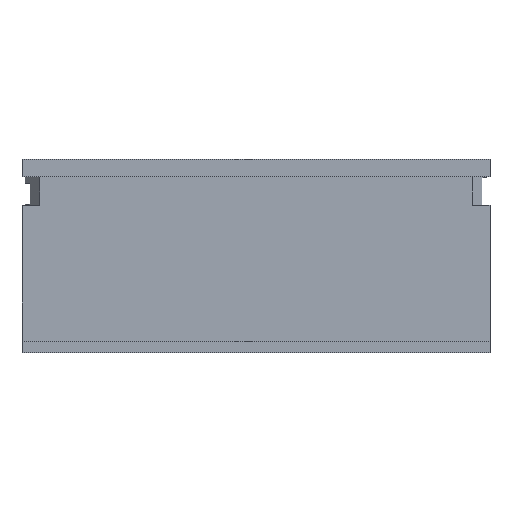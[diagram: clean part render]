
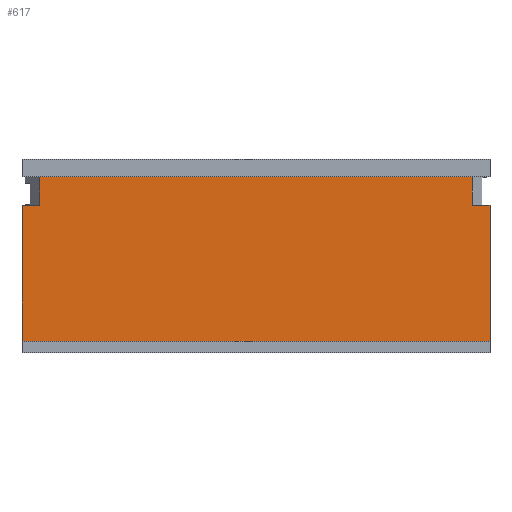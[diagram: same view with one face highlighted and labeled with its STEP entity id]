
A CAD part, front view. The second image highlights one B-rep face of the part: STEP entity #617.
In plain terms, the highlighted planar face has unit normal (0, -1, 0).
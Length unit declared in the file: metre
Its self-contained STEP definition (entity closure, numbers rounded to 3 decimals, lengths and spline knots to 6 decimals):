
#44=ORIENTED_EDGE('',*,*,#214,.T.);
#45=ORIENTED_EDGE('',*,*,#215,.T.);
#46=ORIENTED_EDGE('',*,*,#216,.T.);
#47=ORIENTED_EDGE('',*,*,#217,.F.);
#48=ORIENTED_EDGE('',*,*,#218,.T.);
#49=ORIENTED_EDGE('',*,*,#211,.F.);
#50=ORIENTED_EDGE('',*,*,#219,.F.);
#51=ORIENTED_EDGE('',*,*,#220,.T.);
#211=EDGE_CURVE('',#295,#296,#353,.T.);
#214=EDGE_CURVE('',#298,#299,#356,.T.);
#215=EDGE_CURVE('',#299,#300,#357,.T.);
#216=EDGE_CURVE('',#300,#301,#358,.T.);
#217=EDGE_CURVE('',#302,#301,#359,.T.);
#218=EDGE_CURVE('',#302,#296,#360,.T.);
#219=EDGE_CURVE('',#303,#295,#361,.T.);
#220=EDGE_CURVE('',#303,#298,#362,.T.);
#295=VERTEX_POINT('',#891);
#296=VERTEX_POINT('',#893);
#298=VERTEX_POINT('',#899);
#299=VERTEX_POINT('',#900);
#300=VERTEX_POINT('',#902);
#301=VERTEX_POINT('',#904);
#302=VERTEX_POINT('',#906);
#303=VERTEX_POINT('',#909);
#353=LINE('',#892,#431);
#356=LINE('',#898,#434);
#357=LINE('',#901,#435);
#358=LINE('',#903,#436);
#359=LINE('',#905,#437);
#360=LINE('',#907,#438);
#361=LINE('',#908,#439);
#362=LINE('',#910,#440);
#431=VECTOR('',#726,1.);
#434=VECTOR('',#731,1.);
#435=VECTOR('',#732,1.);
#436=VECTOR('',#733,1.);
#437=VECTOR('',#734,1.);
#438=VECTOR('',#735,1.);
#439=VECTOR('',#736,1.);
#440=VECTOR('',#737,1.);
#505=EDGE_LOOP('',(#44,#45,#46,#47,#48,#49,#50,#51));
#549=FACE_BOUND('',#505,.T.);
#589=PLANE('',#666);
#617=ADVANCED_FACE('',(#549),#589,.T.);
#666=AXIS2_PLACEMENT_3D('',#897,#729,#730);
#726=DIRECTION('',(1.,0.,0.));
#729=DIRECTION('',(0.,-1.,0.));
#730=DIRECTION('',(0.,0.,-1.));
#731=DIRECTION('',(0.,0.,-1.));
#732=DIRECTION('',(1.,0.,0.));
#733=DIRECTION('',(0.,0.,1.));
#734=DIRECTION('',(1.,0.,0.));
#735=DIRECTION('',(0.,0.,1.));
#736=DIRECTION('',(0.,0.,1.));
#737=DIRECTION('',(-1.,0.,0.));
#891=CARTESIAN_POINT('',(0.000287,0.009,0.));
#892=CARTESIAN_POINT('',(0.0377,0.009,0.));
#893=CARTESIAN_POINT('',(0.075113,0.009,0.));
#897=CARTESIAN_POINT('',(0.0377,0.009,-0.030502));
#898=CARTESIAN_POINT('',(-0.0028,0.009,-0.01775));
#899=CARTESIAN_POINT('',(-0.0028,0.009,-0.005));
#900=CARTESIAN_POINT('',(-0.0028,0.009,-0.0285));
#901=CARTESIAN_POINT('',(0.0377,0.009,-0.0285));
#902=CARTESIAN_POINT('',(0.0782,0.009,-0.0285));
#903=CARTESIAN_POINT('',(0.0782,0.009,-0.01775));
#904=CARTESIAN_POINT('',(0.0782,0.009,-0.005));
#905=CARTESIAN_POINT('',(0.076388,0.009,-0.005));
#906=CARTESIAN_POINT('',(0.075113,0.009,-0.005));
#907=CARTESIAN_POINT('',(0.075113,0.009,-0.030502));
#908=CARTESIAN_POINT('',(0.000287,0.009,-0.030502));
#909=CARTESIAN_POINT('',(0.000287,0.009,-0.005));
#910=CARTESIAN_POINT('',(-0.002531,0.009,-0.005));
